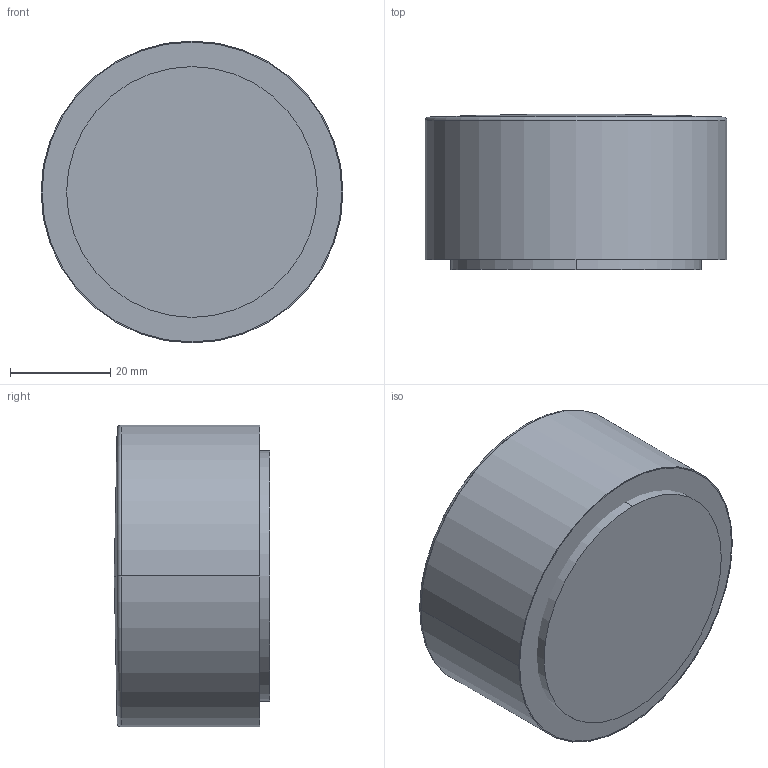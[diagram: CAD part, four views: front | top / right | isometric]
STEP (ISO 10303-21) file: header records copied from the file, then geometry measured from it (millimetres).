
FILE_DESCRIPTION (( 'STEP AP214' ), '1' );
FILE_NAME ('20000741.STEP', '2017-07-10T06:39:46', ( '' ), ( '' ), 'SwSTEP 2.0', 'SolidWorks 2014', '' );
FILE_SCHEMA (( 'AUTOMOTIVE_DESIGN' ));
Length unit declared in the file: millimetre
Products named in the file (3): 20000741; Planungsmodell_Griff-+-09.20.74.004-01; Planungsmodell_Rohr_gerade-+-28.568.780-10_ _K32_50x10
Assembly tree (2 placements, depth 2):
  20000741
    Planungsmodell_Griff-+-09.20.74.004-01
    Planungsmodell_Rohr_gerade-+-28.568.780-10_ _K32_50x10
Bounding box: 60.2 x 31 x 60.2 mm (x, y, z)
Volume: 19635 mm3; surface area: 21692.6 mm2
Topology: 1 solids, 3 shells, 13 faces, 24 edges, 15 vertices
Faces by surface type: cylinder 6, plane 3, sphere 2, torus 2
Entity records: 443 total; most frequent: DIRECTION 80, CARTESIAN_POINT 58, ORIENTED_EDGE 44, AXIS2_PLACEMENT_3D 37, EDGE_CURVE 24, CIRCLE 18, VERTEX_POINT 15, FACE_OUTER_BOUND 13
